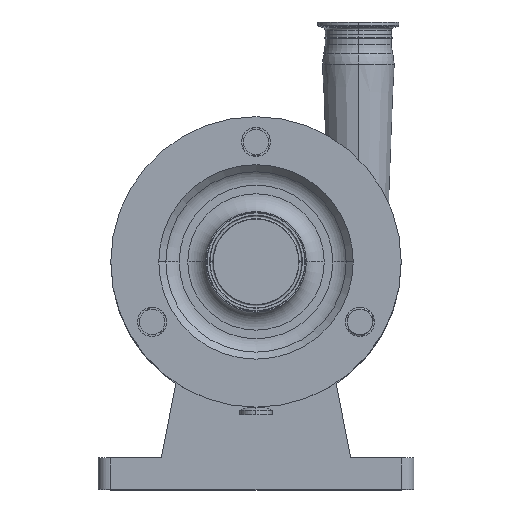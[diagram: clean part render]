
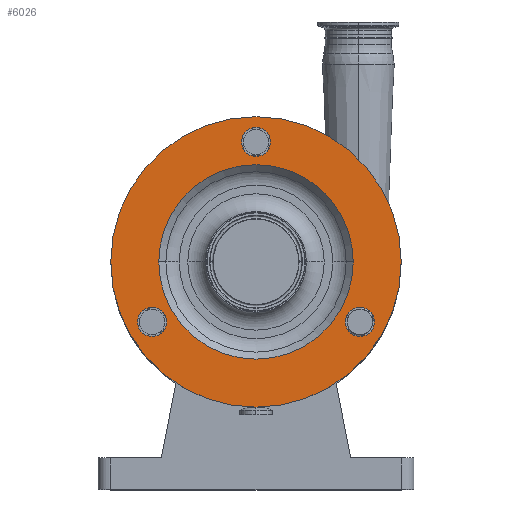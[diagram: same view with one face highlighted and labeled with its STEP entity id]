
A CAD part, top view. The second image highlights one B-rep face of the part: STEP entity #6026.
In plain terms, the highlighted planar face has unit normal (0, 0, 1).
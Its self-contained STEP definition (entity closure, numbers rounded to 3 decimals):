
#843 = VERTEX_POINT ( 'NONE', #19088 ) ;
#844 = VERTEX_POINT ( 'NONE', #19146 ) ;
#846 = EDGE_CURVE ( 'NONE', #844, #843, #19089, .T. ) ;
#911 = VERTEX_POINT ( 'NONE', #15782 ) ;
#913 = EDGE_CURVE ( 'NONE', #947, #951, #15780, .T. ) ;
#947 = VERTEX_POINT ( 'NONE', #13463 ) ;
#951 = VERTEX_POINT ( 'NONE', #13449 ) ;
#1027 = VERTEX_POINT ( 'NONE', #13636 ) ;
#1078 = VERTEX_POINT ( 'NONE', #13732 ) ;
#1085 = EDGE_CURVE ( 'NONE', #911, #1027, #13529, .T. ) ;
#1091 = VERTEX_POINT ( 'NONE', #13789 ) ;
#1110 = EDGE_CURVE ( 'NONE', #1091, #1078, #13878, .T. ) ;
#4181 = DIRECTION ( 'NONE',  ( 1., 0., 0. ) ) ;
#4182 = DIRECTION ( 'NONE',  ( 0., 0., 1. ) ) ;
#4183 = CARTESIAN_POINT ( 'NONE',  ( 0., 0., 215. ) ) ;
#4184 = AXIS2_PLACEMENT_3D ( 'NONE', #4183, #4182, #4181 ) ;
#4258 = CARTESIAN_POINT ( 'NONE',  ( 77., 0., 215. ) ) ;
#4273 = CARTESIAN_POINT ( 'NONE',  ( -77., 0., 215. ) ) ;
#4292 = CIRCLE ( 'NONE', #4184, 77. ) ;
#4467 = CIRCLE ( 'NONE', #4550, 77. ) ;
#4483 = DIRECTION ( 'NONE',  ( 1., 0., 0. ) ) ;
#4484 = DIRECTION ( 'NONE',  ( 0., 0., 1. ) ) ;
#4499 = CARTESIAN_POINT ( 'NONE',  ( 0., 0., 215. ) ) ;
#4520 = AXIS2_PLACEMENT_3D ( 'NONE', #4499, #4484, #4483 ) ;
#4528 = CIRCLE ( 'NONE', #4520, 115. ) ;
#4547 = DIRECTION ( 'NONE',  ( 1., 0., 0. ) ) ;
#4548 = DIRECTION ( 'NONE',  ( 0., 0., 1. ) ) ;
#4549 = CARTESIAN_POINT ( 'NONE',  ( 0., 0., 215. ) ) ;
#4550 = AXIS2_PLACEMENT_3D ( 'NONE', #4549, #4548, #4547 ) ;
#4569 = DIRECTION ( 'NONE',  ( 1., 0., 0. ) ) ;
#4570 = DIRECTION ( 'NONE',  ( 0., 0., 1. ) ) ;
#4571 = AXIS2_PLACEMENT_3D ( 'NONE', #4573, #4570, #4569 ) ;
#4573 = CARTESIAN_POINT ( 'NONE',  ( 0., 95., 215. ) ) ;
#4574 = CIRCLE ( 'NONE', #4571, 11.5 ) ;
#4575 = CIRCLE ( 'NONE', #4594, 11.5 ) ;
#4577 = AXIS2_PLACEMENT_3D ( 'NONE', #4607, #4668, #4667 ) ;
#4580 = FACE_BOUND ( 'NONE', #5961, .T. ) ;
#4592 = PLANE ( 'NONE',  #4666 ) ;
#4594 = AXIS2_PLACEMENT_3D ( 'NONE', #4660, #4632, #4631 ) ;
#4604 = DIRECTION ( 'NONE',  ( -1., 0., 0. ) ) ;
#4605 = DIRECTION ( 'NONE',  ( 0., 0., -1. ) ) ;
#4606 = CARTESIAN_POINT ( 'NONE',  ( 0., 39., 215. ) ) ;
#4607 = CARTESIAN_POINT ( 'NONE',  ( -82.272, -47.5, 215. ) ) ;
#4631 = DIRECTION ( 'NONE',  ( -0.5, -0.866, 0. ) ) ;
#4632 = DIRECTION ( 'NONE',  ( 0., 0., 1. ) ) ;
#4635 = CIRCLE ( 'NONE', #4577, 11.5 ) ;
#4649 = FACE_BOUND ( 'NONE', #6008, .T. ) ;
#4650 = FACE_BOUND ( 'NONE', #6028, .T. ) ;
#4658 = FACE_OUTER_BOUND ( 'NONE', #5848, .T. ) ;
#4660 = CARTESIAN_POINT ( 'NONE',  ( 82.272, -47.5, 215. ) ) ;
#4665 = FACE_BOUND ( 'NONE', #6036, .T. ) ;
#4666 = AXIS2_PLACEMENT_3D ( 'NONE', #4606, #4605, #4604 ) ;
#4667 = DIRECTION ( 'NONE',  ( -0.5, 0.866, 0. ) ) ;
#4668 = DIRECTION ( 'NONE',  ( 0., 0., 1. ) ) ;
#5701 = VERTEX_POINT ( 'NONE', #4273 ) ;
#5780 = VERTEX_POINT ( 'NONE', #4258 ) ;
#5789 = EDGE_CURVE ( 'NONE', #5701, #5780, #4292, .T. ) ;
#5848 = EDGE_LOOP ( 'NONE', ( #6012, #6014 ) ) ;
#5961 = EDGE_LOOP ( 'NONE', ( #6061, #6064 ) ) ;
#5962 = EDGE_CURVE ( 'NONE', #843, #844, #4528, .T. ) ;
#5987 = EDGE_CURVE ( 'NONE', #5780, #5701, #4467, .T. ) ;
#6006 = ORIENTED_EDGE ( 'NONE', *, *, #6011, .F. ) ;
#6007 = EDGE_CURVE ( 'NONE', #1078, #1091, #4635, .T. ) ;
#6008 = EDGE_LOOP ( 'NONE', ( #6010, #6009 ) ) ;
#6009 = ORIENTED_EDGE ( 'NONE', *, *, #1110, .F. ) ;
#6010 = ORIENTED_EDGE ( 'NONE', *, *, #6007, .F. ) ;
#6011 = EDGE_CURVE ( 'NONE', #1027, #911, #4574, .T. ) ;
#6012 = ORIENTED_EDGE ( 'NONE', *, *, #846, .T. ) ;
#6013 = ORIENTED_EDGE ( 'NONE', *, *, #1085, .F. ) ;
#6014 = ORIENTED_EDGE ( 'NONE', *, *, #5962, .T. ) ;
#6026 = ADVANCED_FACE ( 'NONE', ( #4665, #4649, #4650, #4658, #4580 ), #4592, .F. ) ;
#6027 = ORIENTED_EDGE ( 'NONE', *, *, #913, .F. ) ;
#6028 = EDGE_LOOP ( 'NONE', ( #6006, #6013 ) ) ;
#6031 = EDGE_CURVE ( 'NONE', #951, #947, #4575, .T. ) ;
#6035 = ORIENTED_EDGE ( 'NONE', *, *, #6031, .F. ) ;
#6036 = EDGE_LOOP ( 'NONE', ( #6035, #6027 ) ) ;
#6061 = ORIENTED_EDGE ( 'NONE', *, *, #5987, .F. ) ;
#6064 = ORIENTED_EDGE ( 'NONE', *, *, #5789, .F. ) ;
#13449 = CARTESIAN_POINT ( 'NONE',  ( 76.522, -57.459, 215. ) ) ;
#13463 = CARTESIAN_POINT ( 'NONE',  ( 88.022, -37.541, 215. ) ) ;
#13501 = DIRECTION ( 'NONE',  ( 1., 0., 0. ) ) ;
#13521 = DIRECTION ( 'NONE',  ( 0., 0., 1. ) ) ;
#13522 = AXIS2_PLACEMENT_3D ( 'NONE', #13528, #13521, #13501 ) ;
#13528 = CARTESIAN_POINT ( 'NONE',  ( 0., 95., 215. ) ) ;
#13529 = CIRCLE ( 'NONE', #13522, 11.5 ) ;
#13636 = CARTESIAN_POINT ( 'NONE',  ( 11.5, 95., 215. ) ) ;
#13732 = CARTESIAN_POINT ( 'NONE',  ( -88.022, -37.541, 215. ) ) ;
#13789 = CARTESIAN_POINT ( 'NONE',  ( -76.522, -57.459, 215. ) ) ;
#13802 = CARTESIAN_POINT ( 'NONE',  ( -82.272, -47.5, 215. ) ) ;
#13805 = AXIS2_PLACEMENT_3D ( 'NONE', #13802, #13871, #13870 ) ;
#13870 = DIRECTION ( 'NONE',  ( -0.5, 0.866, 0. ) ) ;
#13871 = DIRECTION ( 'NONE',  ( 0., 0., 1. ) ) ;
#13878 = CIRCLE ( 'NONE', #13805, 11.5 ) ;
#15768 = DIRECTION ( 'NONE',  ( -0.5, -0.866, 0. ) ) ;
#15769 = DIRECTION ( 'NONE',  ( 0., 0., 1. ) ) ;
#15770 = AXIS2_PLACEMENT_3D ( 'NONE', #15798, #15769, #15768 ) ;
#15780 = CIRCLE ( 'NONE', #15770, 11.5 ) ;
#15782 = CARTESIAN_POINT ( 'NONE',  ( -11.5, 95., 215. ) ) ;
#15798 = CARTESIAN_POINT ( 'NONE',  ( 82.272, -47.5, 215. ) ) ;
#19080 = DIRECTION ( 'NONE',  ( 0., 0., 1. ) ) ;
#19081 = CARTESIAN_POINT ( 'NONE',  ( 0., 0., 215. ) ) ;
#19084 = AXIS2_PLACEMENT_3D ( 'NONE', #19081, #19080, #19167 ) ;
#19088 = CARTESIAN_POINT ( 'NONE',  ( -115., 0., 215. ) ) ;
#19089 = CIRCLE ( 'NONE', #19084, 115. ) ;
#19146 = CARTESIAN_POINT ( 'NONE',  ( 115., 0., 215. ) ) ;
#19167 = DIRECTION ( 'NONE',  ( 1., 0., 0. ) ) ;
